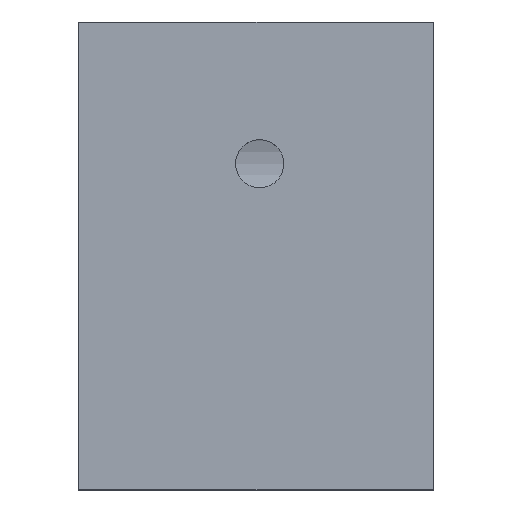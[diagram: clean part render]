
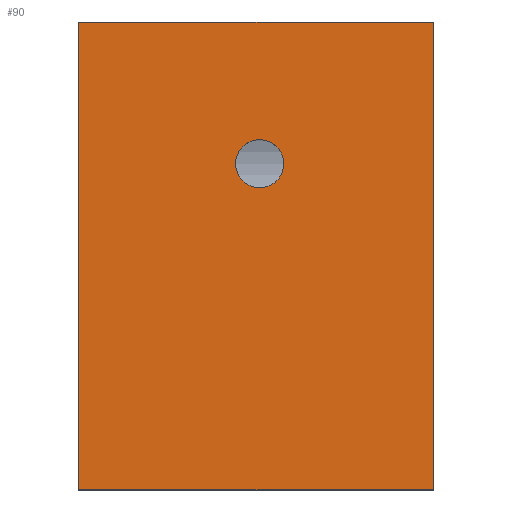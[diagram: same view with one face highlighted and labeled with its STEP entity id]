
A CAD part, left-side view. The second image highlights one B-rep face of the part: STEP entity #90.
In plain terms, the highlighted planar face has unit normal (-1, 0, 0).
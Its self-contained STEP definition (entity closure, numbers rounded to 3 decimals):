
#7 = CIRCLE ( 'NONE', #289, 3.4 ) ;
#90 = ADVANCED_FACE ( 'NONE', ( #196, #197 ), #675, .F. ) ;
#134 = EDGE_CURVE ( 'NONE', #449, #452, #827, .T. ) ;
#135 = EDGE_CURVE ( 'NONE', #448, #451, #830, .T. ) ;
#136 = EDGE_CURVE ( 'NONE', #452, #451, #833, .T. ) ;
#137 = EDGE_CURVE ( 'NONE', #412, #411, #7, .T. ) ;
#150 = EDGE_CURVE ( 'NONE', #449, #448, #875, .T. ) ;
#174 = EDGE_CURVE ( 'NONE', #411, #412, #901, .T. ) ;
#190 = AXIS2_PLACEMENT_3D ( 'NONE', #676, #677, #678 ) ;
#196 = FACE_BOUND ( 'NONE', #587, .T. ) ;
#197 = FACE_OUTER_BOUND ( 'NONE', #588, .T. ) ;
#288 = VECTOR ( 'NONE', #829, 1000. ) ;
#289 = AXIS2_PLACEMENT_3D ( 'NONE', #826, #836, #837 ) ;
#290 = VECTOR ( 'NONE', #832, 1000. ) ;
#292 = VECTOR ( 'NONE', #835, 1000. ) ;
#306 = VECTOR ( 'NONE', #877, 1000. ) ;
#334 = AXIS2_PLACEMENT_3D ( 'NONE', #932, #933, #934 ) ;
#411 = VERTEX_POINT ( 'NONE', #944 ) ;
#412 = VERTEX_POINT ( 'NONE', #945 ) ;
#448 = VERTEX_POINT ( 'NONE', #981 ) ;
#449 = VERTEX_POINT ( 'NONE', #982 ) ;
#451 = VERTEX_POINT ( 'NONE', #984 ) ;
#452 = VERTEX_POINT ( 'NONE', #985 ) ;
#475 = ORIENTED_EDGE ( 'NONE', *, *, #137, .F. ) ;
#476 = ORIENTED_EDGE ( 'NONE', *, *, #135, .T. ) ;
#477 = ORIENTED_EDGE ( 'NONE', *, *, #174, .F. ) ;
#478 = ORIENTED_EDGE ( 'NONE', *, *, #134, .F. ) ;
#479 = ORIENTED_EDGE ( 'NONE', *, *, #136, .F. ) ;
#480 = ORIENTED_EDGE ( 'NONE', *, *, #150, .T. ) ;
#587 = EDGE_LOOP ( 'NONE', ( #475, #477 ) ) ;
#588 = EDGE_LOOP ( 'NONE', ( #476, #479, #478, #480 ) ) ;
#675 = PLANE ( 'NONE',  #190 ) ;
#676 = CARTESIAN_POINT ( 'NONE',  ( -160., 50., 0. ) ) ;
#677 = DIRECTION ( 'NONE',  ( 1., 0., 0. ) ) ;
#678 = DIRECTION ( 'NONE',  ( 0., 0., -1. ) ) ;
#826 = CARTESIAN_POINT ( 'NONE',  ( -160., 24.473, -19.993 ) ) ;
#827 = LINE ( 'NONE', #828, #288 ) ;
#828 = CARTESIAN_POINT ( 'NONE',  ( -160., 50., 0. ) ) ;
#829 = DIRECTION ( 'NONE',  ( 0., 0., 1. ) ) ;
#830 = LINE ( 'NONE', #831, #290 ) ;
#831 = CARTESIAN_POINT ( 'NONE',  ( -160., 0., 0. ) ) ;
#832 = DIRECTION ( 'NONE',  ( 0., 0., 1. ) ) ;
#833 = LINE ( 'NONE', #834, #292 ) ;
#834 = CARTESIAN_POINT ( 'NONE',  ( -160., 50., 0. ) ) ;
#835 = DIRECTION ( 'NONE',  ( 0., -1., 0. ) ) ;
#836 = DIRECTION ( 'NONE',  ( -1., 0., 0. ) ) ;
#837 = DIRECTION ( 'NONE',  ( 0., 0., 1. ) ) ;
#875 = LINE ( 'NONE', #876, #306 ) ;
#876 = CARTESIAN_POINT ( 'NONE',  ( -160., 50., -66. ) ) ;
#877 = DIRECTION ( 'NONE',  ( 0., -1., 0. ) ) ;
#901 = CIRCLE ( 'NONE', #334, 3.4 ) ;
#932 = CARTESIAN_POINT ( 'NONE',  ( -160., 24.473, -19.993 ) ) ;
#933 = DIRECTION ( 'NONE',  ( -1., 0., 0. ) ) ;
#934 = DIRECTION ( 'NONE',  ( 0., 0., 1. ) ) ;
#944 = CARTESIAN_POINT ( 'NONE',  ( -160., 24.473, -23.393 ) ) ;
#945 = CARTESIAN_POINT ( 'NONE',  ( -160., 24.473, -16.593 ) ) ;
#981 = CARTESIAN_POINT ( 'NONE',  ( -160., 0., -66. ) ) ;
#982 = CARTESIAN_POINT ( 'NONE',  ( -160., 50., -66. ) ) ;
#984 = CARTESIAN_POINT ( 'NONE',  ( -160., 0., 0. ) ) ;
#985 = CARTESIAN_POINT ( 'NONE',  ( -160., 50., 0. ) ) ;
